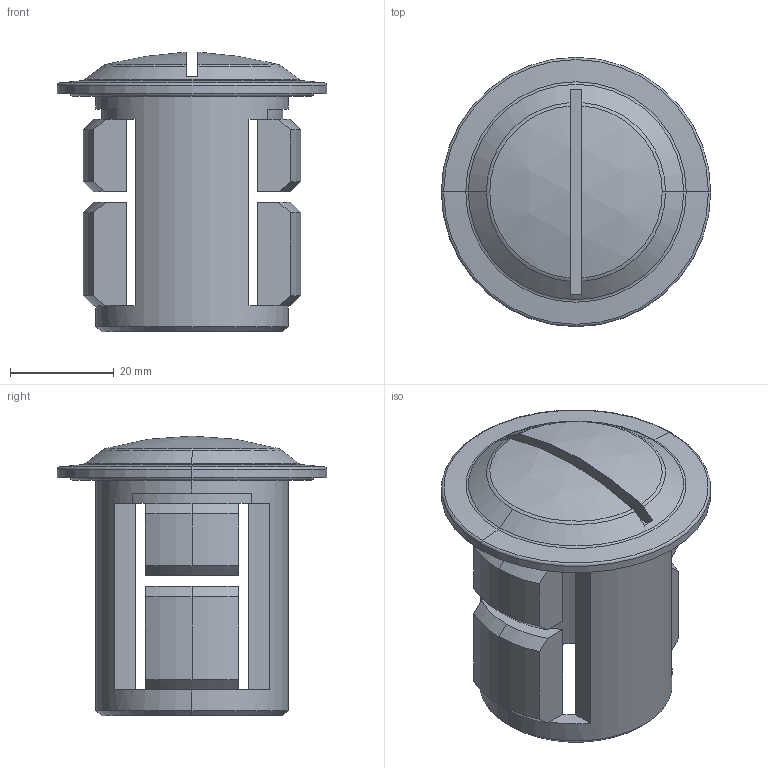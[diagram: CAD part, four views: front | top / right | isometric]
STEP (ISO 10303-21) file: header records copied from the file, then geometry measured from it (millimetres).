
FILE_DESCRIPTION (( 'STEP AP203' ), '1' );
FILE_NAME ('sone3D.STEP', '2014-08-07T00:30:11', ( '' ), ( '' ), 'SwSTEP 2.0', 'SolidWorks 2012', '' );
FILE_SCHEMA (( 'CONFIG_CONTROL_DESIGN' ));
Length unit declared in the file: millimetre
Products named in the file (1): sone3D
Bounding box: 52 x 52 x 53.99 mm (x, y, z)
Volume: 24408 mm3; surface area: 15298.5 mm2
Topology: 1 solids, 1 shells, 87 faces, 237 edges, 151 vertices
Faces by surface type: plane 43, cone 18, cylinder 15, torus 9, sphere 2
Entity records: 2890 total; most frequent: CARTESIAN_POINT 562, DIRECTION 495, ORIENTED_EDGE 474, EDGE_CURVE 237, AXIS2_PLACEMENT_3D 196, VERTEX_POINT 151, CIRCLE 108, VECTOR 103
